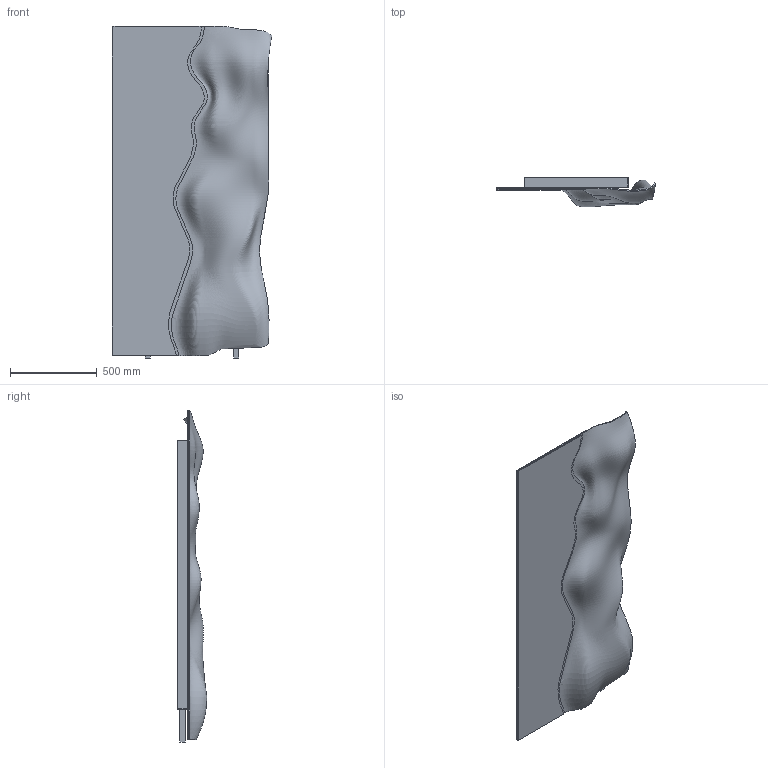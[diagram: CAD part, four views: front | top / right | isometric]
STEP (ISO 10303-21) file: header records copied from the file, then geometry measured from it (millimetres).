
FILE_DESCRIPTION(/* description */ (''),/* implementation_level */ '2;1');
FILE_NAME(/* name */ 'PHANTO~1',/* time_stamp */ '2021-05-27T09:14:27+02:00',/* author */ (''),/* organization */ (''),/* preprocessor_version */ 'ST-DEVELOPER v16.5',/* originating_system */ '',/* authorisation */ '');
FILE_SCHEMA (('AUTOMOTIVE_DESIGN'));
Length unit declared in the file: millimetre
Products named in the file (1): Document
Bounding box: 920 x 169.14 x 1913.63 mm (x, y, z)
Volume: 16773486.8 mm3; surface area: 8686461.8 mm2
Topology: 9 solids, 10 shells, 80 faces, 182 edges, 123 vertices
Faces by surface type: plane 52, bspline 28
Entity records: 234878 total; most frequent: CARTESIAN_POINT 233467, ORIENTED_EDGE 356, EDGE_CURVE 181, B_SPLINE_CURVE_WITH_KNOTS 149, VERTEX_POINT 122, EDGE_LOOP 102, ADVANCED_FACE 80, FACE_OUTER_BOUND 80
